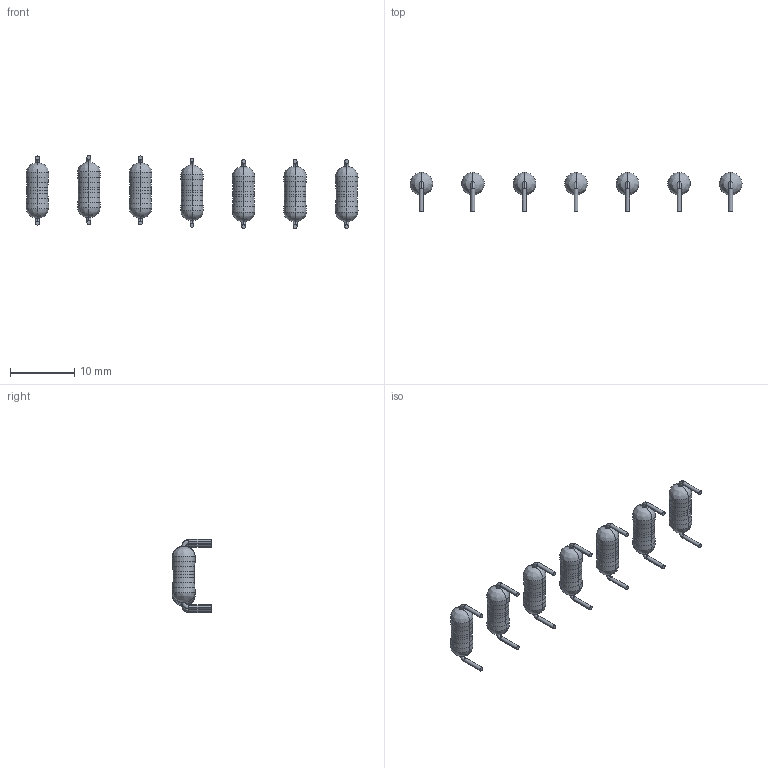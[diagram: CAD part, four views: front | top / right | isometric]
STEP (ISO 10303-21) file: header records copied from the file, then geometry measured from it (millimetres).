
FILE_DESCRIPTION (( 'STEP AP214' ), '1' );
FILE_NAME ('Assemblage1.STEP', '2017-10-10T14:42:34', ( 'UTILISATEUR' ), ( 'Hewlett-Packard Company' ), 'SwSTEP 2.0', 'SolidWorks 2016', '' );
FILE_SCHEMA (( 'AUTOMOTIVE_DESIGN' ));
Length unit declared in the file: millimetre
Products named in the file (8): Axial0_4_4K7; Axial0_4_47K; Axial0_4_3K3; Axial0_4_33K; Axial0_4_1K; Axial0_4_10K; Axial0_4_100K; Assemblage1
Assembly tree (7 placements, depth 2):
  Assemblage1
    Axial0_4_100K
    Axial0_4_10K
    Axial0_4_1K
    Axial0_4_33K
    Axial0_4_3K3
    Axial0_4_47K
    Axial0_4_4K7
Bounding box: 51.52 x 6.07 x 11.36 mm (x, y, z)
Volume: 508.2 mm3; surface area: 790.1 mm2
Topology: 7 solids, 7 shells, 210 faces, 434 edges, 238 vertices
Faces by surface type: bspline 140, torus 28, cylinder 28, plane 14
Entity records: 9322 total; most frequent: CARTESIAN_POINT 3692, ORIENTED_EDGE 868, DIRECTION 720, EDGE_CURVE 434, AXIS2_PLACEMENT_3D 346, CIRCLE 266, VERTEX_POINT 238, ADVANCED_FACE 210
